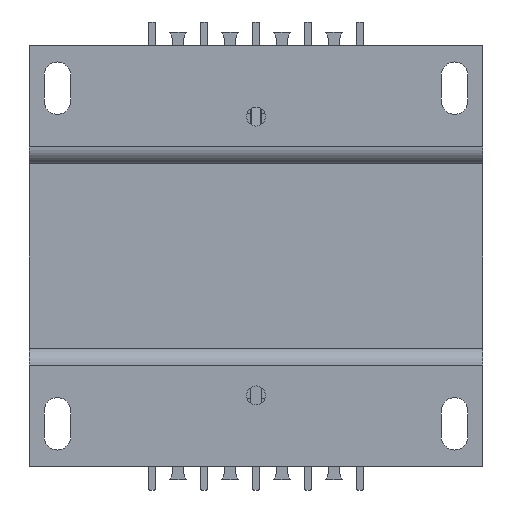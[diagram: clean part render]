
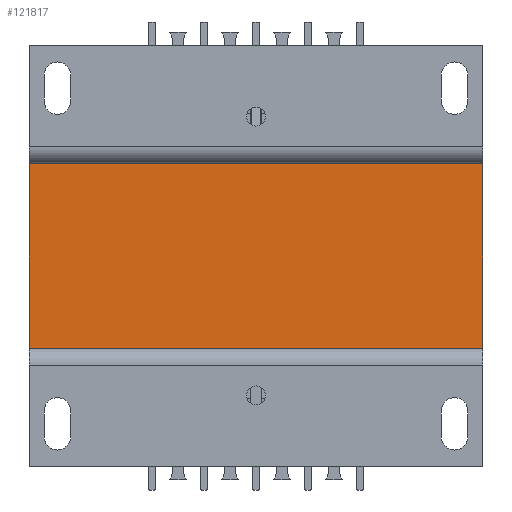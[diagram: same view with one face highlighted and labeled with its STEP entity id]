
A CAD part, front view. The second image highlights one B-rep face of the part: STEP entity #121817.
In plain terms, the highlighted planar face has unit normal (0, -1, 0).
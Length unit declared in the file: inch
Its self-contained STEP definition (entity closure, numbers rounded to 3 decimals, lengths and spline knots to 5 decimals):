
#6117 = CARTESIAN_POINT ( 'NONE',  ( -1.88976, -1.5748, 0.76772 ) ) ;
#8239 = LINE ( 'NONE', #103866, #120024 ) ;
#8728 = ORIENTED_EDGE ( 'NONE', *, *, #106088, .T. ) ;
#13171 = CARTESIAN_POINT ( 'NONE',  ( -1.88976, -1.5748, -0.76772 ) ) ;
#13309 = EDGE_CURVE ( 'NONE', #25412, #54189, #48269, .T. ) ;
#18748 = CARTESIAN_POINT ( 'NONE',  ( 1.88976, -1.5748, 0.76772 ) ) ;
#23060 = DIRECTION ( 'NONE',  ( 0., 0., 1. ) ) ;
#25412 = VERTEX_POINT ( 'NONE', #37204 ) ;
#33347 = EDGE_CURVE ( 'NONE', #84729, #81532, #8239, .T. ) ;
#34113 = DIRECTION ( 'NONE',  ( 0., 0., 1. ) ) ;
#37204 = CARTESIAN_POINT ( 'NONE',  ( 1.88976, -1.5748, -0.76772 ) ) ;
#44279 = DIRECTION ( 'NONE',  ( 1., 0., 0. ) ) ;
#44853 = DIRECTION ( 'NONE',  ( 0., 0., 1. ) ) ;
#46142 = CARTESIAN_POINT ( 'NONE',  ( -1.88976, -1.5748, 0.76772 ) ) ;
#46451 = ORIENTED_EDGE ( 'NONE', *, *, #33347, .F. ) ;
#48269 = LINE ( 'NONE', #13171, #105842 ) ;
#50879 = ORIENTED_EDGE ( 'NONE', *, *, #13309, .F. ) ;
#54189 = VERTEX_POINT ( 'NONE', #56015 ) ;
#54219 = DIRECTION ( 'NONE',  ( -1., 0., 0. ) ) ;
#56015 = CARTESIAN_POINT ( 'NONE',  ( -1.88976, -1.5748, -0.76772 ) ) ;
#59186 = VECTOR ( 'NONE', #23060, 39.37008 ) ;
#71953 = VECTOR ( 'NONE', #34113, 39.37008 ) ;
#74801 = PLANE ( 'NONE',  #81299 ) ;
#81299 = AXIS2_PLACEMENT_3D ( 'NONE', #46142, #114845, #44853 ) ;
#81532 = VERTEX_POINT ( 'NONE', #18748 ) ;
#84729 = VERTEX_POINT ( 'NONE', #6117 ) ;
#85545 = EDGE_LOOP ( 'NONE', ( #8728, #46451, #125568, #50879 ) ) ;
#91928 = LINE ( 'NONE', #94204, #59186 ) ;
#92632 = FACE_OUTER_BOUND ( 'NONE', #85545, .T. ) ;
#94204 = CARTESIAN_POINT ( 'NONE',  ( -1.88976, -1.5748, 0.76772 ) ) ;
#103866 = CARTESIAN_POINT ( 'NONE',  ( -1.88976, -1.5748, 0.76772 ) ) ;
#105842 = VECTOR ( 'NONE', #54219, 39.37008 ) ;
#106088 = EDGE_CURVE ( 'NONE', #25412, #81532, #109336, .T. ) ;
#109336 = LINE ( 'NONE', #113620, #71953 ) ;
#113620 = CARTESIAN_POINT ( 'NONE',  ( 1.88976, -1.5748, 0.76772 ) ) ;
#114845 = DIRECTION ( 'NONE',  ( 0., 1., 0. ) ) ;
#116154 = EDGE_CURVE ( 'NONE', #54189, #84729, #91928, .T. ) ;
#120024 = VECTOR ( 'NONE', #44279, 39.37008 ) ;
#121817 = ADVANCED_FACE ( 'NONE', ( #92632 ), #74801, .F. ) ;
#125568 = ORIENTED_EDGE ( 'NONE', *, *, #116154, .F. ) ;
